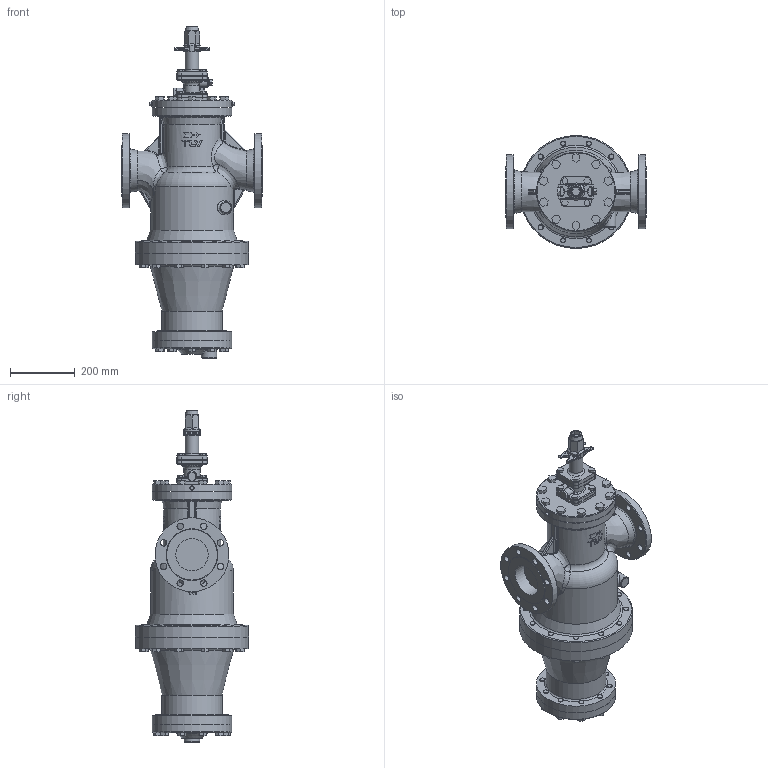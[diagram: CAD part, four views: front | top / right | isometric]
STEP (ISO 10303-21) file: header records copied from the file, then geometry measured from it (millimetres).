
FILE_DESCRIPTION(/* description */ (''),/* implementation_level */ '2;1');
FILE_NAME(/* name */ 'cos16-100-a0150-00.stp',/* time_stamp */ '2017-10-13T11:17:10+09:00',/* author */ ('nakaot'),/* organization */ (''),/* preprocessor_version */ 'ST-DEVELOPER v15.6',/* originating_system */ 'Autodesk Inventor 2015',/* authorisation */ '');
FILE_SCHEMA (('CONFIG_CONTROL_DESIGN'));
Length unit declared in the file: millimetre
Products named in the file (1): cos16-100-a0150-00
Bounding box: 434 x 350 x 1028 mm (x, y, z)
Volume: 39157105.7 mm3; surface area: 1753255.5 mm2
Topology: 8 solids, 8 shells, 1140 faces, 2732 edges, 1727 vertices
Faces by surface type: plane 545, cylinder 301, bspline 194, torus 51, sphere 30, cone 19
Full cylindrical faces by diameter (mm): 8.376 x8, 10 x4, 12 x8, 13.835 x32, 16 x32, 16.307 x1, 18 x32, 20 x16, 27 x1, 30 x1, 36 x1, 42 x1, 46.634 x1, 48 x1, 52 x1, 63.442 x1, 92.09 x1, 100 x2, 115.591 x1, 186 x1, 229 x2, 245 x4, 253.406 x1, 257 x1, 350 x2
Entity records: 38900 total; most frequent: CARTESIAN_POINT 14441, ORIENTED_EDGE 4846, DIRECTION 4724, EDGE_CURVE 2421, AXIS2_PLACEMENT_3D 1767, VERTEX_POINT 1626, EDGE_LOOP 1575, LINE 1190
